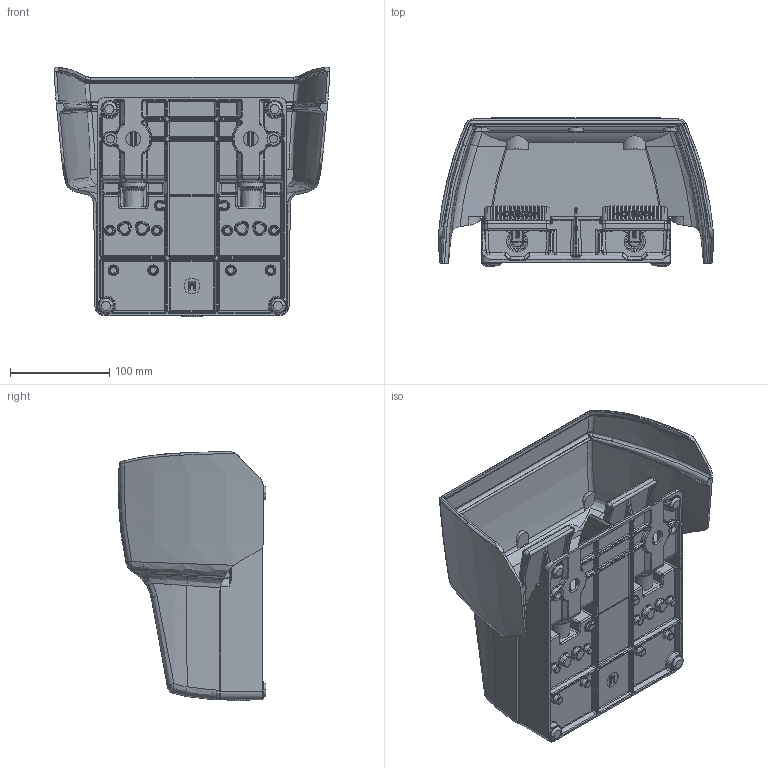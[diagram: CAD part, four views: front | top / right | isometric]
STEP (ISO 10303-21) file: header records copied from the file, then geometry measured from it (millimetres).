
FILE_DESCRIPTION((''),'2;1');
FILE_NAME('6062830022_K_SW0001','2012-10-02T',('Y.Storm'),(''),'PRO/ENGINEER BY PARAMETRIC TECHNOLOGY CORPORATION, 2012010','PRO/ENGINEER BY PARAMETRIC TECHNOLOGY CORPORATION, 2012010','');
FILE_SCHEMA(('AUTOMOTIVE_DESIGN_CC2 { 1 2 10303 214 -1 1 5 2 }'));
Products named in the file (1): 6062830022_K_SW0001
Bounding box: 277.04 x 148.5 x 250.74 mm (x, y, z)
Volume: 2694632.4 mm3; surface area: 372413.8 mm2
Topology: 3 solids, 3 shells, 5800 faces, 14172 edges, 8891 vertices
Faces by surface type: plane 3812, cylinder 886, bspline 617, torus 259, cone 116, sphere 100, extrusion 10
Entity records: 305921 total; most frequent: CARTESIAN_POINT 85838, ORIENTED_EDGE 28336, DIRECTION 24683, PRESENTATION_STYLE_ASSIGNMENT 19865, STYLED_ITEM 14181, CURVE_STYLE 14178, EDGE_CURVE 14168, VECTOR 10183
